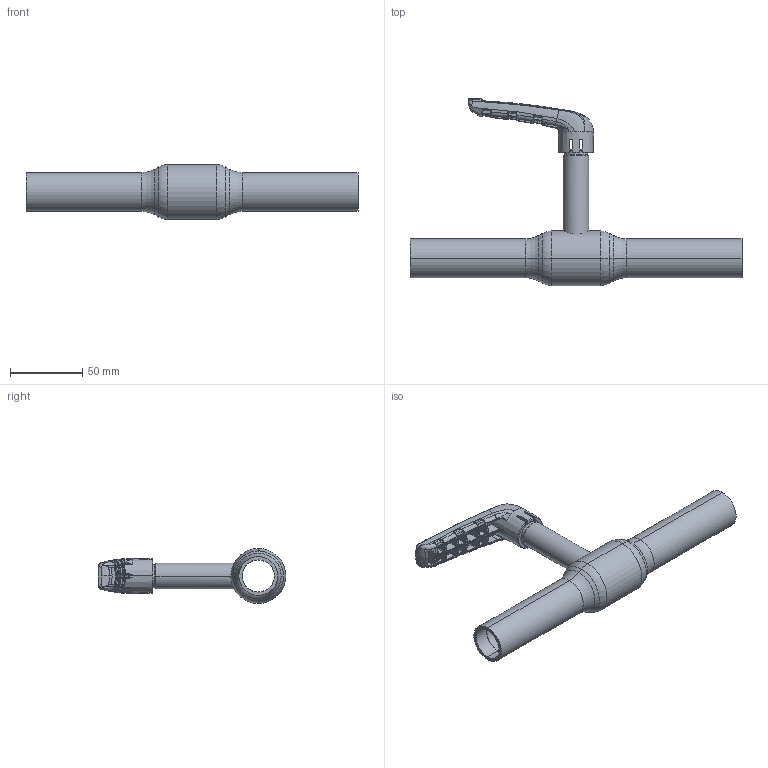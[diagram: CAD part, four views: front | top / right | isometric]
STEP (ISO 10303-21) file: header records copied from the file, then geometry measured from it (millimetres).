
FILE_DESCRIPTION (( 'STEP AP214' ), '1' );
FILE_NAME ('1020003001-xxxx.step', '2019-05-10T10:47:30', ( '' ), ( '' ), 'SwSTEP 2.0', 'SolidWorks 2017', '' );
FILE_SCHEMA (( 'AUTOMOTIVE_DESIGN' ));
Length unit declared in the file: millimetre
Products named in the file (1): 1020003001-xxxx
Bounding box: 230 x 129.88 x 38 mm (x, y, z)
Surface area: 45747.6 mm2 (no closed solid volume)
Topology: 0 solids, 6 shells, 679 faces, 2172 edges, 1385 vertices
Faces by surface type: bspline 566, plane 47, cylinder 28, cone 21, torus 17
Entity records: 61077 total; most frequent: CARTESIAN_POINT 40053, ORIENTED_EDGE 3523, EDGE_CURVE 2154, B_SPLINE_CURVE_WITH_KNOTS 1560, VERTEX_POINT 1385, DIRECTION 1259, EDGE_LOOP 700, UNCERTAINTY_MEASURE_WITH_UNIT 681
